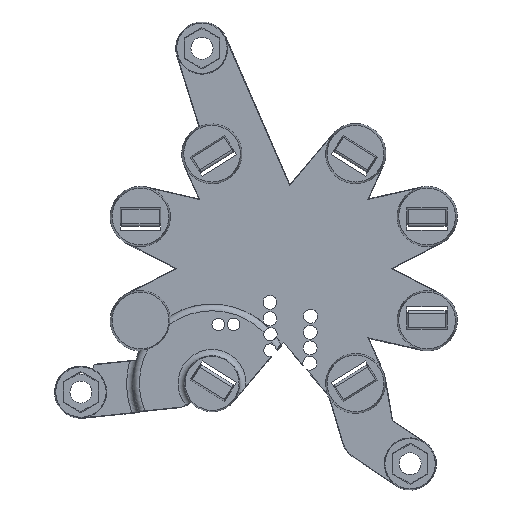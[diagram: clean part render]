
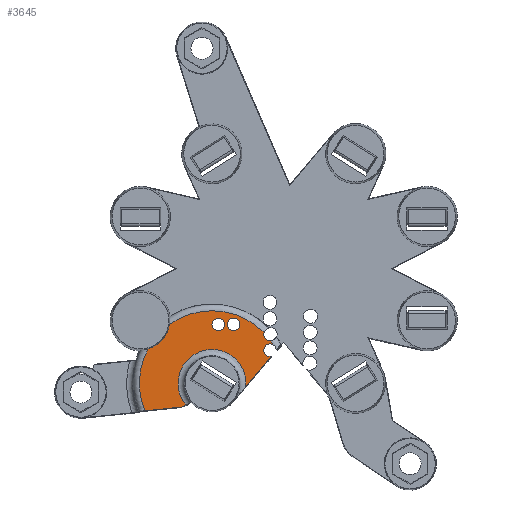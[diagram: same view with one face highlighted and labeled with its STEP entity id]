
A CAD part, top view. The second image highlights one B-rep face of the part: STEP entity #3645.
In plain terms, the highlighted planar face has unit normal (0, 0, 1).
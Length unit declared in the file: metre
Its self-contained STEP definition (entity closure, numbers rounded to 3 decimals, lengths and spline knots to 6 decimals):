
#164=CIRCLE('',#3811,0.004);
#173=CIRCLE('',#3826,0.00464);
#186=CIRCLE('',#3957,0.001);
#187=CIRCLE('',#3959,0.001);
#188=CIRCLE('',#3965,0.001);
#189=CIRCLE('',#3968,0.001);
#194=CIRCLE('',#3978,0.005396);
#195=CIRCLE('',#3979,0.011534);
#196=CIRCLE('',#3980,0.011534);
#197=CIRCLE('',#3981,0.011534);
#1118=ORIENTED_EDGE('',*,*,#1538,.T.);
#1119=ORIENTED_EDGE('',*,*,#1789,.T.);
#1120=ORIENTED_EDGE('',*,*,#1552,.F.);
#1121=ORIENTED_EDGE('',*,*,#1784,.T.);
#1122=ORIENTED_EDGE('',*,*,#1790,.T.);
#1123=ORIENTED_EDGE('',*,*,#1780,.T.);
#1124=ORIENTED_EDGE('',*,*,#1791,.T.);
#1125=ORIENTED_EDGE('',*,*,#1564,.T.);
#1126=ORIENTED_EDGE('',*,*,#1792,.T.);
#1127=ORIENTED_EDGE('',*,*,#1712,.T.);
#1128=ORIENTED_EDGE('',*,*,#1777,.T.);
#1129=ORIENTED_EDGE('',*,*,#1776,.T.);
#1538=EDGE_CURVE('',#2030,#2031,#164,.F.);
#1552=EDGE_CURVE('',#2042,#2043,#2311,.F.);
#1564=EDGE_CURVE('',#2052,#2053,#173,.T.);
#1712=EDGE_CURVE('',#2123,#2030,#2430,.T.);
#1776=EDGE_CURVE('',#2160,#2160,#186,.T.);
#1777=EDGE_CURVE('',#2161,#2161,#187,.T.);
#1780=EDGE_CURVE('',#2164,#2163,#188,.T.);
#1784=EDGE_CURVE('',#2042,#2166,#189,.T.);
#1789=EDGE_CURVE('',#2031,#2043,#194,.T.);
#1790=EDGE_CURVE('',#2166,#2164,#195,.F.);
#1791=EDGE_CURVE('',#2163,#2052,#196,.F.);
#1792=EDGE_CURVE('',#2053,#2123,#197,.F.);
#2030=VERTEX_POINT('',#5573);
#2031=VERTEX_POINT('',#5579);
#2042=VERTEX_POINT('',#5610);
#2043=VERTEX_POINT('',#5612);
#2052=VERTEX_POINT('',#5639);
#2053=VERTEX_POINT('',#5640);
#2123=VERTEX_POINT('',#5979);
#2160=VERTEX_POINT('',#6126);
#2161=VERTEX_POINT('',#6129);
#2163=VERTEX_POINT('',#6145);
#2164=VERTEX_POINT('',#6147);
#2166=VERTEX_POINT('',#6164);
#2311=LINE('',#5611,#2642);
#2430=LINE('',#5978,#2761);
#2642=VECTOR('',#4414,1.);
#2761=VECTOR('',#4725,1.);
#3051=EDGE_LOOP('',(#1118,#1119,#1120,#1121,#1122,#1123,#1124,#1125,#1126,
#1127));
#3052=EDGE_LOOP('',(#1128));
#3053=EDGE_LOOP('',(#1129));
#3310=FACE_BOUND('',#3051,.T.);
#3311=FACE_BOUND('',#3052,.T.);
#3312=FACE_BOUND('',#3053,.T.);
#3460=PLANE('',#3977);
#3645=ADVANCED_FACE('',(#3310,#3311,#3312),#3460,.F.);
#3811=AXIS2_PLACEMENT_3D('',#5580,#4388,#4389);
#3826=AXIS2_PLACEMENT_3D('',#5638,#4433,#4434);
#3957=AXIS2_PLACEMENT_3D('',#6125,#4861,#4862);
#3959=AXIS2_PLACEMENT_3D('',#6128,#4865,#4866);
#3965=AXIS2_PLACEMENT_3D('',#6146,#4877,#4878);
#3968=AXIS2_PLACEMENT_3D('',#6165,#4883,#4884);
#3977=AXIS2_PLACEMENT_3D('',#6174,#4901,#4902);
#3978=AXIS2_PLACEMENT_3D('',#6175,#4903,#4904);
#3979=AXIS2_PLACEMENT_3D('',#6176,#4905,#4906);
#3980=AXIS2_PLACEMENT_3D('',#6177,#4907,#4908);
#3981=AXIS2_PLACEMENT_3D('',#6178,#4909,#4910);
#4388=DIRECTION('',(0.,0.,-1.));
#4389=DIRECTION('',(-1.,0.,0.));
#4414=DIRECTION('',(0.643,0.766,0.));
#4433=DIRECTION('',(0.,0.,-1.));
#4434=DIRECTION('',(-1.,0.,0.));
#4725=DIRECTION('',(0.995,0.101,0.));
#4861=DIRECTION('',(0.,0.,-1.));
#4862=DIRECTION('',(-1.,0.,0.));
#4865=DIRECTION('',(0.,0.,-1.));
#4866=DIRECTION('',(-1.,0.,0.));
#4877=DIRECTION('',(0.,0.,-1.));
#4878=DIRECTION('',(-1.,0.,0.));
#4883=DIRECTION('',(0.,0.,-1.));
#4884=DIRECTION('',(-1.,0.,0.));
#4901=DIRECTION('',(0.,0.,-1.));
#4902=DIRECTION('',(1.,0.,0.));
#4903=DIRECTION('',(0.,0.,-1.));
#4904=DIRECTION('',(-1.,0.,0.));
#4905=DIRECTION('',(0.,0.,-1.));
#4906=DIRECTION('',(-1.,0.,0.));
#4907=DIRECTION('',(0.,0.,-1.));
#4908=DIRECTION('',(-1.,0.,0.));
#4909=DIRECTION('',(0.,0.,-1.));
#4910=DIRECTION('',(-1.,0.,0.));
#5573=CARTESIAN_POINT('',(-0.016808,-0.022056,0.003));
#5579=CARTESIAN_POINT('',(-0.015525,-0.021703,0.003));
#5580=CARTESIAN_POINT('',(-0.017213,-0.018077,0.003));
#5610=CARTESIAN_POINT('',(-0.00201,-0.013948,0.003));
#5611=CARTESIAN_POINT('',(0.002322,-0.008789,0.003));
#5612=CARTESIAN_POINT('',(-0.00602,-0.018723,0.003));
#5638=CARTESIAN_POINT('',(-0.02275,-0.00825,0.003));
#5639=CARTESIAN_POINT('',(-0.018154,-0.008888,0.003));
#5640=CARTESIAN_POINT('',(-0.021528,-0.012726,0.003));
#5978=CARTESIAN_POINT('',(-0.003402,-0.020692,0.003));
#5979=CARTESIAN_POINT('',(-0.022072,-0.022592,0.003));
#6125=CARTESIAN_POINT('',(-0.010413,-0.00888,0.003));
#6126=CARTESIAN_POINT('',(-0.011413,-0.00888,0.003));
#6128=CARTESIAN_POINT('',(-0.007976,-0.008854,0.003));
#6129=CARTESIAN_POINT('',(-0.008976,-0.008854,0.003));
#6145=CARTESIAN_POINT('',(-0.003126,-0.01019,0.003));
#6146=CARTESIAN_POINT('',(-0.002159,-0.010445,0.003));
#6147=CARTESIAN_POINT('',(-0.002071,-0.011441,0.003));
#6164=CARTESIAN_POINT('',(-0.001575,-0.01218,0.003));
#6165=CARTESIAN_POINT('',(-0.002194,-0.012965,0.003));
#6174=CARTESIAN_POINT('',(-0.004484,0.002001,0.003));
#6175=CARTESIAN_POINT('',(-0.011393,-0.018233,0.003));
#6176=CARTESIAN_POINT('',(-0.011393,-0.018233,0.003));
#6177=CARTESIAN_POINT('',(-0.011393,-0.018233,0.003));
#6178=CARTESIAN_POINT('',(-0.011393,-0.018233,0.003));
